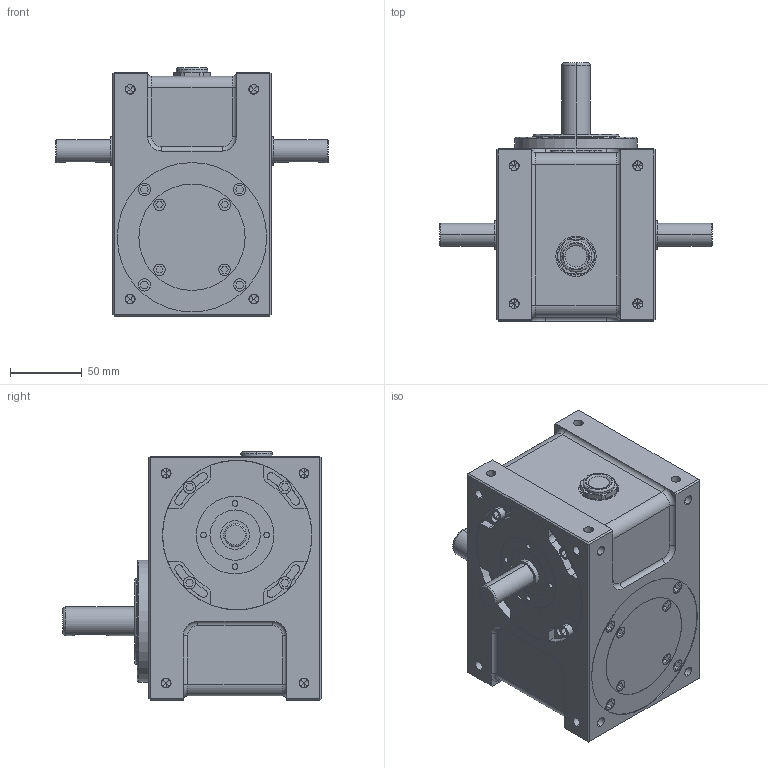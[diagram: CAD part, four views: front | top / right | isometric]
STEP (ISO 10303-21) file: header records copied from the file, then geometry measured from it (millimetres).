
FILE_DESCRIPTION (( 'STEP AP203' ), '1' );
FILE_NAME ('DFS060-¼Ð·Ç.STEP', '2025-05-26T03:45:39', ( '' ), ( '' ), 'SwSTEP 2.0', 'SolidWorks 2018', '' );
FILE_SCHEMA (( 'CONFIG_CONTROL_DESIGN' ));
Length unit declared in the file: millimetre
Products named in the file (1): DFS060-標準
Bounding box: 190 x 180 x 173 mm (x, y, z)
Volume: 2189094.1 mm3; surface area: 131344.4 mm2
Topology: 1 solids, 1 shells, 869 faces, 2050 edges, 1230 vertices
Faces by surface type: plane 425, cylinder 396, torus 30, bspline 18
Entity records: 26153 total; most frequent: CARTESIAN_POINT 6530, DIRECTION 4152, ORIENTED_EDGE 4100, EDGE_CURVE 2050, AXIS2_PLACEMENT_3D 1578, VERTEX_POINT 1230, LINE 996, VECTOR 996
